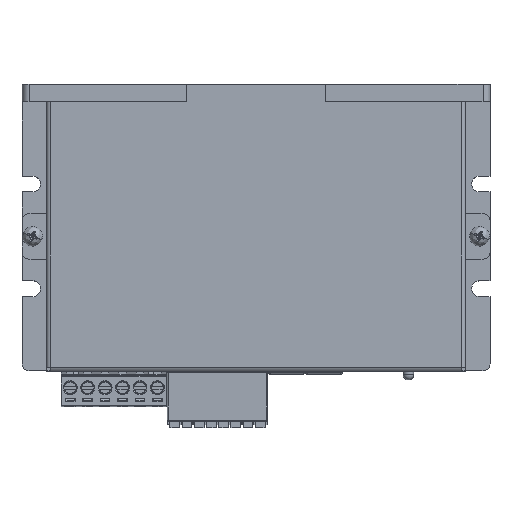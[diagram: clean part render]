
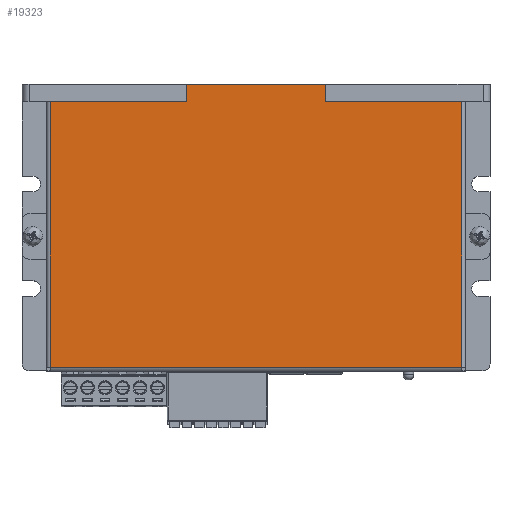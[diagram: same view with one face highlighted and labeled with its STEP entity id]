
A CAD part, top view. The second image highlights one B-rep face of the part: STEP entity #19323.
In plain terms, the highlighted planar face has unit normal (0, 0, 1).
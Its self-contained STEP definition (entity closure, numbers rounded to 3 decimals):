
#1703=DIRECTION('',(1.,0.,0.));
#1704=VECTOR('',#1703,117.8);
#1705=CARTESIAN_POINT('',(-58.925,-40.,24.025));
#1706=LINE('',#1705,#1704);
#1711=CARTESIAN_POINT('',(-19.425,40.5,24.025));
#1712=DIRECTION('',(0.,0.,1.));
#1713=DIRECTION('',(0.,1.,0.));
#1714=AXIS2_PLACEMENT_3D('',#1711,#1712,#1713);
#1716=CARTESIAN_POINT('',(19.375,40.5,24.025));
#1717=DIRECTION('',(0.,0.,1.));
#1718=DIRECTION('',(1.,0.,0.));
#1719=AXIS2_PLACEMENT_3D('',#1716,#1717,#1718);
#1721=DIRECTION('',(-1.,0.,0.));
#1722=VECTOR('',#1721,39.);
#1723=CARTESIAN_POINT('',(-19.925,36.,24.025));
#1724=LINE('',#1723,#1722);
#1737=DIRECTION('',(1.,0.,0.));
#1738=VECTOR('',#1737,38.8);
#1739=CARTESIAN_POINT('',(-19.425,41.,24.025));
#1740=LINE('',#1739,#1738);
#1757=DIRECTION('',(0.,-1.,0.));
#1758=VECTOR('',#1757,4.5);
#1759=CARTESIAN_POINT('',(19.875,40.5,24.025));
#1760=LINE('',#1759,#1758);
#1766=DIRECTION('',(1.,0.,0.));
#1767=VECTOR('',#1766,39.);
#1768=CARTESIAN_POINT('',(19.875,36.,24.025));
#1769=LINE('',#1768,#1767);
#8203=DIRECTION('',(0.,1.,0.));
#8204=VECTOR('',#8203,76.);
#8205=CARTESIAN_POINT('',(58.875,-40.,24.025));
#8206=LINE('',#8205,#8204);
#8967=DIRECTION('',(0.,1.,0.));
#8968=VECTOR('',#8967,4.5);
#8969=CARTESIAN_POINT('',(-19.925,36.,24.025));
#8970=LINE('',#8969,#8968);
#8979=DIRECTION('',(0.,-1.,0.));
#8980=VECTOR('',#8979,76.);
#8981=CARTESIAN_POINT('',(-58.925,36.,24.025));
#8982=LINE('',#8981,#8980);
#15087=CARTESIAN_POINT('',(-58.925,-40.,24.025));
#15089=VERTEX_POINT('',#15087);
#15091=CARTESIAN_POINT('',(-19.925,36.,24.025));
#15092=CARTESIAN_POINT('',(-58.925,36.,24.025));
#15093=VERTEX_POINT('',#15091);
#15094=VERTEX_POINT('',#15092);
#15097=CARTESIAN_POINT('',(-19.425,41.,24.025));
#15098=CARTESIAN_POINT('',(-19.925,40.5,24.025));
#15099=VERTEX_POINT('',#15097);
#15100=VERTEX_POINT('',#15098);
#15101=CARTESIAN_POINT('',(19.375,41.,24.025));
#15102=VERTEX_POINT('',#15101);
#15103=CARTESIAN_POINT('',(19.875,40.5,24.025));
#15104=VERTEX_POINT('',#15103);
#15105=CARTESIAN_POINT('',(19.875,36.,24.025));
#15106=VERTEX_POINT('',#15105);
#15107=CARTESIAN_POINT('',(58.875,36.,24.025));
#15108=VERTEX_POINT('',#15107);
#15109=CARTESIAN_POINT('',(58.875,-40.,24.025));
#15110=VERTEX_POINT('',#15109);
#19297=CARTESIAN_POINT('',(-0.025,0.5,24.025));
#19298=DIRECTION('',(0.,0.,1.));
#19299=DIRECTION('',(1.,0.,0.));
#19300=AXIS2_PLACEMENT_3D('',#19297,#19298,#19299);
#19301=PLANE('',#19300);
#19303=ORIENTED_EDGE('',*,*,#19302,.F.);
#19305=ORIENTED_EDGE('',*,*,#19304,.T.);
#19307=ORIENTED_EDGE('',*,*,#19306,.F.);
#19309=ORIENTED_EDGE('',*,*,#19308,.T.);
#19311=ORIENTED_EDGE('',*,*,#19310,.T.);
#19313=ORIENTED_EDGE('',*,*,#19312,.F.);
#19314=ORIENTED_EDGE('',*,*,#19281,.F.);
#19316=ORIENTED_EDGE('',*,*,#19315,.F.);
#19318=ORIENTED_EDGE('',*,*,#19317,.F.);
#19320=ORIENTED_EDGE('',*,*,#19319,.T.);
#19321=EDGE_LOOP('',(#19303,#19305,#19307,#19309,#19311,#19313,#19314,#19316,
#19318,#19320));
#19322=FACE_OUTER_BOUND('',#19321,.F.);
#19323=ADVANCED_FACE('',(#19322),#19301,.T.);
#1715=CIRCLE('',#1714,0.5);
#1720=CIRCLE('',#1719,0.5);
#19281=EDGE_CURVE('',#15089,#15110,#1706,.T.);
#19302=EDGE_CURVE('',#15099,#15100,#1715,.T.);
#19304=EDGE_CURVE('',#15099,#15102,#1740,.T.);
#19306=EDGE_CURVE('',#15104,#15102,#1720,.T.);
#19308=EDGE_CURVE('',#15104,#15106,#1760,.T.);
#19310=EDGE_CURVE('',#15106,#15108,#1769,.T.);
#19312=EDGE_CURVE('',#15110,#15108,#8206,.T.);
#19315=EDGE_CURVE('',#15094,#15089,#8982,.T.);
#19317=EDGE_CURVE('',#15093,#15094,#1724,.T.);
#19319=EDGE_CURVE('',#15093,#15100,#8970,.T.);
